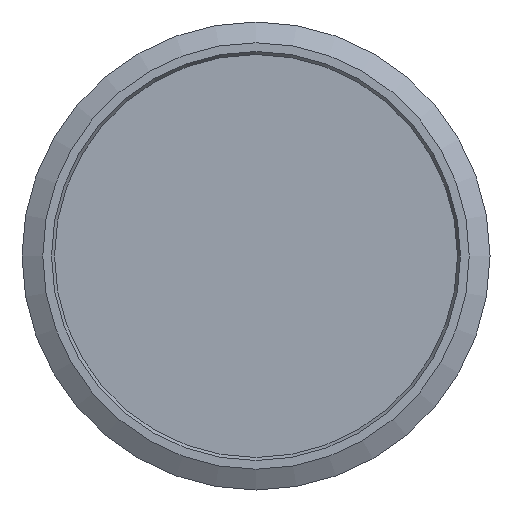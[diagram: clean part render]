
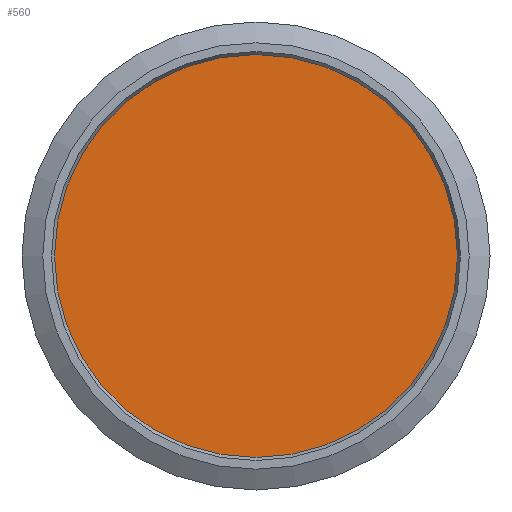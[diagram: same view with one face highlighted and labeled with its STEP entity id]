
A CAD part, front view. The second image highlights one B-rep face of the part: STEP entity #560.
In plain terms, the highlighted planar face has unit normal (0, -1, 0).
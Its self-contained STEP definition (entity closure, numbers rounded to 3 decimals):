
#39 = DIRECTION ( 'NONE',  ( 1., 0., 0. ) ) ;
#67 = DIRECTION ( 'NONE',  ( 0., 0., -1. ) ) ;
#226 = FACE_OUTER_BOUND ( 'NONE', #893, .T. ) ;
#229 = ORIENTED_EDGE ( 'NONE', *, *, #733, .T. ) ;
#230 = PLANE ( 'NONE',  #524 ) ;
#335 = DIRECTION ( 'NONE',  ( 0., -1., 0. ) ) ;
#384 = CARTESIAN_POINT ( 'NONE',  ( 7.75, -34.8, 0. ) ) ;
#489 = VERTEX_POINT ( 'NONE', #384 ) ;
#524 = AXIS2_PLACEMENT_3D ( 'NONE', #1021, #630, #67 ) ;
#560 = ADVANCED_FACE ( 'NONE', ( #226 ), #230, .T. ) ;
#630 = DIRECTION ( 'NONE',  ( 0., -1., 0. ) ) ;
#733 = EDGE_CURVE ( 'NONE', #489, #489, #986, .T. ) ;
#734 = CARTESIAN_POINT ( 'NONE',  ( 0., -34.8, 0. ) ) ;
#752 = AXIS2_PLACEMENT_3D ( 'NONE', #734, #335, #39 ) ;
#893 = EDGE_LOOP ( 'NONE', ( #229 ) ) ;
#986 = CIRCLE ( 'NONE', #752, 7.75 ) ;
#1021 = CARTESIAN_POINT ( 'NONE',  ( 0., -34.8, 0. ) ) ;
